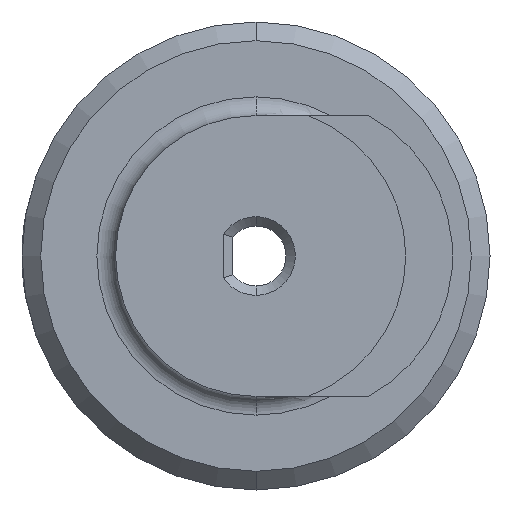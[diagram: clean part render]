
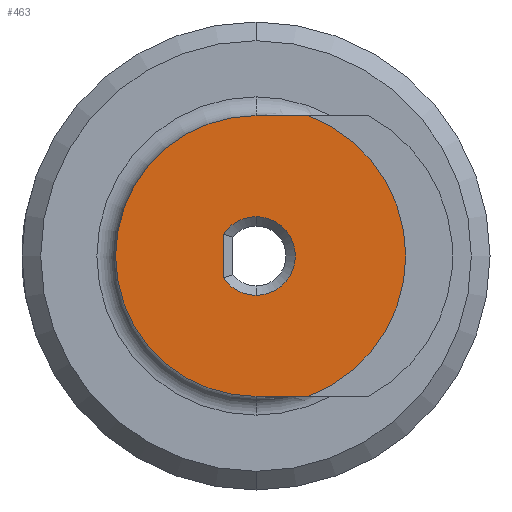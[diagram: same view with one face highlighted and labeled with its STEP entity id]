
A CAD part, front view. The second image highlights one B-rep face of the part: STEP entity #463.
In plain terms, the highlighted planar face has unit normal (0, -1, 0).
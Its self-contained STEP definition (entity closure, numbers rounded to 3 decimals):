
#3 = CARTESIAN_POINT ( 'NONE',  ( -1.75, -2.2, -1.161 ) ) ;
#6 = AXIS2_PLACEMENT_3D ( 'NONE', #700, #1184, #1169 ) ;
#8 = CIRCLE ( 'NONE', #785, 2.1 ) ;
#29 = ORIENTED_EDGE ( 'NONE', *, *, #1190, .T. ) ;
#43 = DIRECTION ( 'NONE',  ( 0., -1., 0. ) ) ;
#58 = CARTESIAN_POINT ( 'NONE',  ( 0., -2.2, -7.5 ) ) ;
#76 = LINE ( 'NONE', #870, #988 ) ;
#84 = FACE_BOUND ( 'NONE', #445, .T. ) ;
#90 = CIRCLE ( 'NONE', #6, 8. ) ;
#108 = DIRECTION ( 'NONE',  ( 0., 1., 0. ) ) ;
#122 = VERTEX_POINT ( 'NONE', #243 ) ;
#126 = CARTESIAN_POINT ( 'NONE',  ( 0., -2.2, 0. ) ) ;
#139 = DIRECTION ( 'NONE',  ( 1., 0., 0. ) ) ;
#144 = EDGE_CURVE ( 'NONE', #584, #237, #379, .T. ) ;
#183 = DIRECTION ( 'NONE',  ( 0., -1., 0. ) ) ;
#190 = CIRCLE ( 'NONE', #597, 2.1 ) ;
#235 = CARTESIAN_POINT ( 'NONE',  ( 0., -2.2, 7.5 ) ) ;
#237 = VERTEX_POINT ( 'NONE', #590 ) ;
#243 = CARTESIAN_POINT ( 'NONE',  ( 2.784, -2.2, 7.5 ) ) ;
#371 = AXIS2_PLACEMENT_3D ( 'NONE', #626, #443, #1201 ) ;
#373 = DIRECTION ( 'NONE',  ( 0., 0., -1. ) ) ;
#379 = LINE ( 'NONE', #636, #471 ) ;
#389 = ORIENTED_EDGE ( 'NONE', *, *, #1245, .T. ) ;
#394 = CARTESIAN_POINT ( 'NONE',  ( 0., -2.2, -2.1 ) ) ;
#403 = DIRECTION ( 'NONE',  ( 0., 0., -1. ) ) ;
#443 = DIRECTION ( 'NONE',  ( 0., 1., 0. ) ) ;
#445 = EDGE_LOOP ( 'NONE', ( #29, #1118, #1204, #1154 ) ) ;
#463 = ADVANCED_FACE ( 'NONE', ( #84, #652 ), #954, .T. ) ;
#471 = VECTOR ( 'NONE', #1258, 1000. ) ;
#491 = CARTESIAN_POINT ( 'NONE',  ( 0., -2.2, 0. ) ) ;
#553 = CIRCLE ( 'NONE', #722, 7.5 ) ;
#558 = EDGE_CURVE ( 'NONE', #770, #122, #76, .T. ) ;
#566 = DIRECTION ( 'NONE',  ( 0., 1., 0. ) ) ;
#578 = VECTOR ( 'NONE', #139, 1000. ) ;
#583 = VERTEX_POINT ( 'NONE', #985 ) ;
#584 = VERTEX_POINT ( 'NONE', #3 ) ;
#590 = CARTESIAN_POINT ( 'NONE',  ( -1.75, -2.2, 1.161 ) ) ;
#596 = CIRCLE ( 'NONE', #371, 2.1 ) ;
#597 = AXIS2_PLACEMENT_3D ( 'NONE', #491, #108, #403 ) ;
#600 = VERTEX_POINT ( 'NONE', #394 ) ;
#607 = EDGE_LOOP ( 'NONE', ( #775, #672, #1230, #389 ) ) ;
#609 = VERTEX_POINT ( 'NONE', #1272 ) ;
#626 = CARTESIAN_POINT ( 'NONE',  ( 0., -2.2, 0. ) ) ;
#636 = CARTESIAN_POINT ( 'NONE',  ( -1.75, -2.2, 0.999 ) ) ;
#652 = FACE_OUTER_BOUND ( 'NONE', #607, .T. ) ;
#655 = EDGE_CURVE ( 'NONE', #583, #600, #190, .T. ) ;
#664 = CARTESIAN_POINT ( 'NONE',  ( 0., -2.2, 0. ) ) ;
#672 = ORIENTED_EDGE ( 'NONE', *, *, #1021, .T. ) ;
#683 = DIRECTION ( 'NONE',  ( 1., 0., 0. ) ) ;
#700 = CARTESIAN_POINT ( 'NONE',  ( 0., -2.2, 0. ) ) ;
#722 = AXIS2_PLACEMENT_3D ( 'NONE', #126, #43, #1103 ) ;
#731 = EDGE_CURVE ( 'NONE', #609, #934, #1121, .T. ) ;
#759 = CARTESIAN_POINT ( 'NONE',  ( 0., -2.2, 0. ) ) ;
#770 = VERTEX_POINT ( 'NONE', #235 ) ;
#773 = DIRECTION ( 'NONE',  ( 0., 0., -1. ) ) ;
#775 = ORIENTED_EDGE ( 'NONE', *, *, #731, .T. ) ;
#785 = AXIS2_PLACEMENT_3D ( 'NONE', #664, #566, #373 ) ;
#866 = AXIS2_PLACEMENT_3D ( 'NONE', #759, #183, #773 ) ;
#870 = CARTESIAN_POINT ( 'NONE',  ( 0., -2.2, 7.5 ) ) ;
#919 = EDGE_CURVE ( 'NONE', #600, #584, #8, .T. ) ;
#934 = VERTEX_POINT ( 'NONE', #1038 ) ;
#954 = PLANE ( 'NONE',  #866 ) ;
#985 = CARTESIAN_POINT ( 'NONE',  ( 0., -2.2, 2.1 ) ) ;
#988 = VECTOR ( 'NONE', #683, 1000. ) ;
#1021 = EDGE_CURVE ( 'NONE', #934, #122, #90, .T. ) ;
#1038 = CARTESIAN_POINT ( 'NONE',  ( 2.784, -2.2, -7.5 ) ) ;
#1103 = DIRECTION ( 'NONE',  ( 0., 0., -1. ) ) ;
#1118 = ORIENTED_EDGE ( 'NONE', *, *, #655, .T. ) ;
#1121 = LINE ( 'NONE', #58, #578 ) ;
#1154 = ORIENTED_EDGE ( 'NONE', *, *, #144, .T. ) ;
#1169 = DIRECTION ( 'NONE',  ( 0., 0., -1. ) ) ;
#1184 = DIRECTION ( 'NONE',  ( 0., -1., 0. ) ) ;
#1190 = EDGE_CURVE ( 'NONE', #237, #583, #596, .T. ) ;
#1201 = DIRECTION ( 'NONE',  ( 0., 0., -1. ) ) ;
#1204 = ORIENTED_EDGE ( 'NONE', *, *, #919, .T. ) ;
#1230 = ORIENTED_EDGE ( 'NONE', *, *, #558, .F. ) ;
#1245 = EDGE_CURVE ( 'NONE', #770, #609, #553, .T. ) ;
#1258 = DIRECTION ( 'NONE',  ( 0., 0., 1. ) ) ;
#1272 = CARTESIAN_POINT ( 'NONE',  ( 0., -2.2, -7.5 ) ) ;
